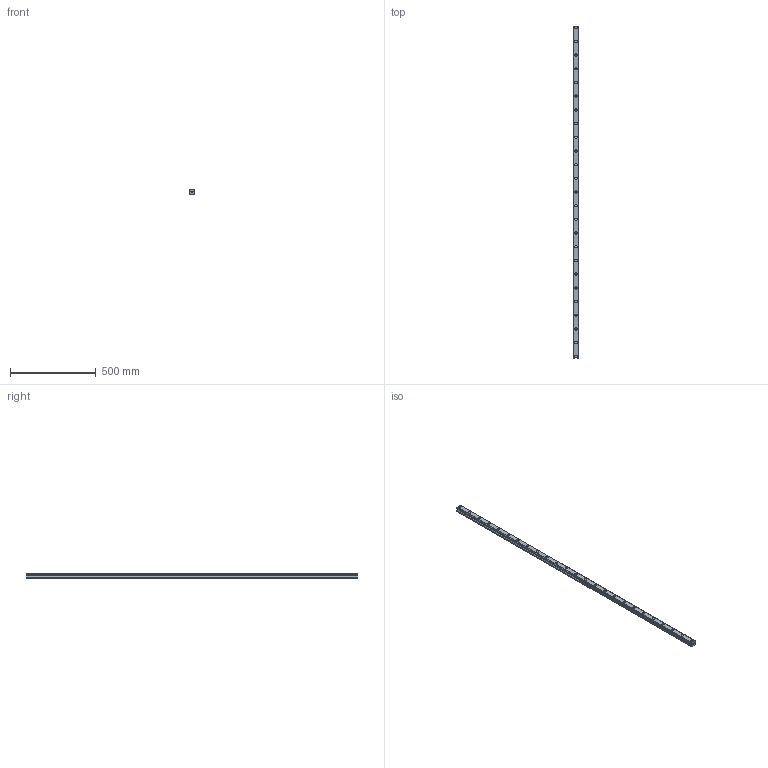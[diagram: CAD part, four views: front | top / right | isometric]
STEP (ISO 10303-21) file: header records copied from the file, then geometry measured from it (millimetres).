
FILE_DESCRIPTION(('STEP AP214'),'1');
FILE_NAME('cctmp_70D30790-7413-4279-ACF4-10E399FB109D_2020_6_30_9_51_48_813..stp','2020-06-30T07:51:49',('HIWIN GmbH'),('CADClick - www.CADClick.com'),'Spatial InterOp 3D',' ','unknown authorization');
FILE_SCHEMA(('AUTOMOTIVE_DESIGN'));
Length unit declared in the file: millimetre
Products named in the file (1): HGR35R1940H_FILE
Bounding box: 34 x 1940 x 29 mm (x, y, z)
Volume: 1583283.6 mm3; surface area: 282404.5 mm2
Topology: 1 solids, 1 shells, 340 faces, 777 edges, 518 vertices
Faces by surface type: cylinder 172, plane 168
Entity records: 12449 total; most frequent: DIRECTION 1803, CARTESIAN_POINT 1636, ORIENTED_EDGE 1554, EDGE_CURVE 777, AXIS2_PLACEMENT_3D 685, VERTEX_POINT 518, LINE 433, VECTOR 433
